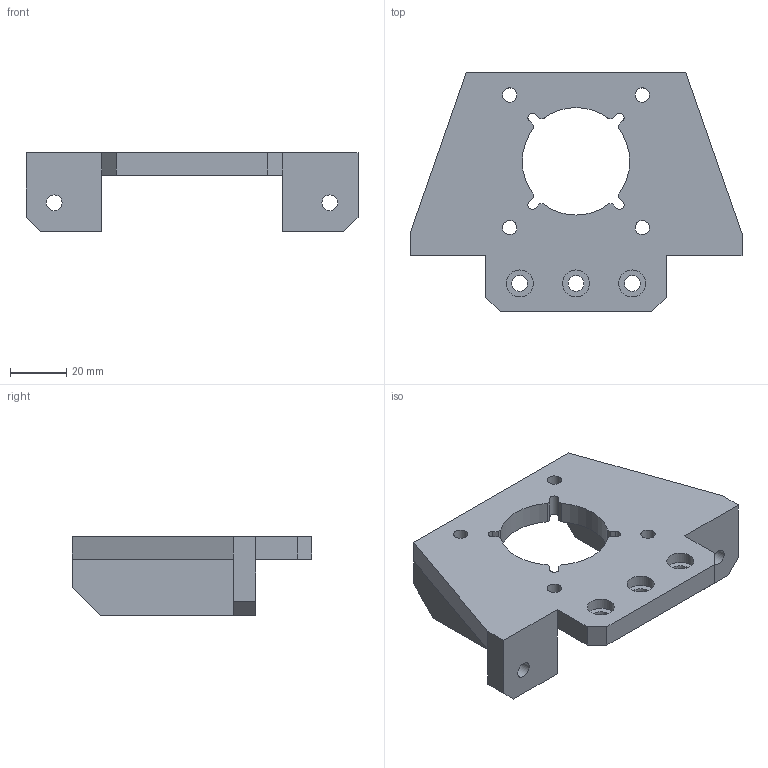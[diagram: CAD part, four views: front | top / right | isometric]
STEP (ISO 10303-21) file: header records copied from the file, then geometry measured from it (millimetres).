
FILE_DESCRIPTION(/* description */ (''),/* implementation_level */ '2;1');
FILE_NAME(/* name */ 'Nema 23 Motor Mounting (RMT-MM-01).step',/* time_stamp */ '2024-02-17T10:54:34+05:00',/* author */ (''),/* organization */ (''),/* preprocessor_version */ 'ST-DEVELOPER v20',/* originating_system */ 'Autodesk Translation Framework v12.20.1.177',/* authorisation */ '');
FILE_SCHEMA (('AUTOMOTIVE_DESIGN { 1 0 10303 214 3 1 1 }'));
Length unit declared in the file: millimetre
Products named in the file (1): Nema 23 Motor Mounting
Bounding box: 118 x 85.2 x 28 mm (x, y, z)
Volume: 73040.9 mm3; surface area: 25666.2 mm2
Topology: 1 solids, 1 shells, 200 faces, 528 edges, 350 vertices
Faces by surface type: plane 135, bspline 39, cylinder 26
Full cylindrical faces by diameter (mm): 5.1 x4, 5.65 x5, 9.6 x5, 10.1 x4
Entity records: 6548 total; most frequent: CARTESIAN_POINT 1742, ORIENTED_EDGE 1056, DIRECTION 826, EDGE_CURVE 528, LINE 398, VECTOR 398, VERTEX_POINT 350, EDGE_LOOP 240
